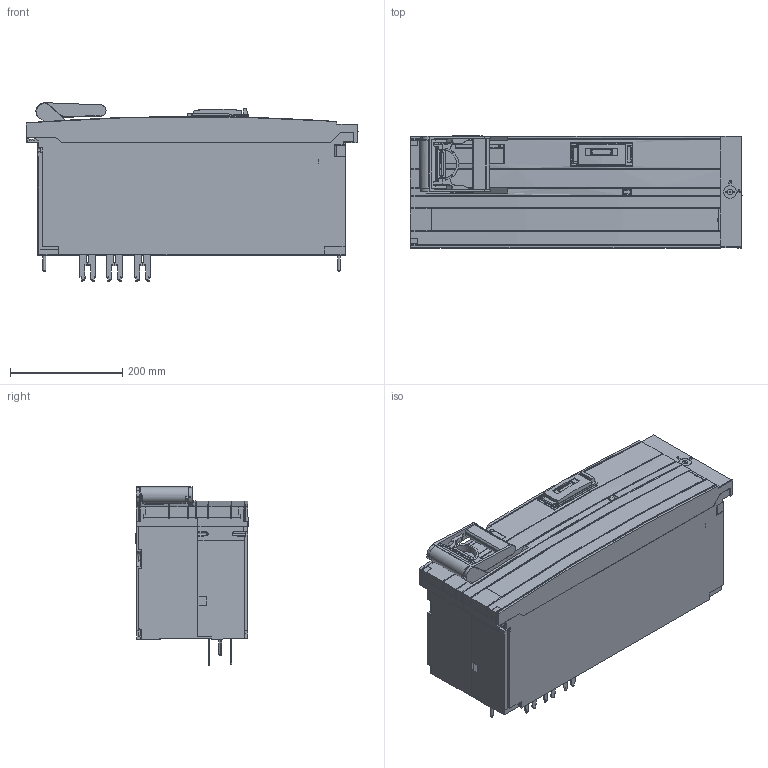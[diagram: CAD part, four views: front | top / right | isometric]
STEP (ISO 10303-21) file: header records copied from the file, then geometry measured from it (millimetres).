
FILE_DESCRIPTION((''),'2;1');
FILE_NAME('PRT0003','2023-08-20T17:58:06',('86178'),(''),'CREO PARAMETRIC BY PTC INC, 2016390','CREO PARAMETRIC BY PTC INC, 2016390','');
FILE_SCHEMA(('AUTOMOTIVE_DESIGN { 1 0 10303 214 1 1 1 1 }'));
Products named in the file (1): PRT0003
Bounding box: 591.5 x 199.85 x 318.15 mm (x, y, z)
Surface area: 1241066.7 mm2 (no closed solid volume)
Topology: 0 solids, 95 shells, 2773 faces, 8743 edges, 6202 vertices
Faces by surface type: plane 1983, cylinder 686, cone 69, torus 14, bspline 11, extrusion 7, sphere 3
Entity records: 125840 total; most frequent: CARTESIAN_POINT 22058, ORIENTED_EDGE 16316, DIRECTION 15539, EDGE_CURVE 8741, PRESENTATION_STYLE_ASSIGNMENT 8158, STYLED_ITEM 8158, CURVE_STYLE 7897, VERTEX_POINT 6202
